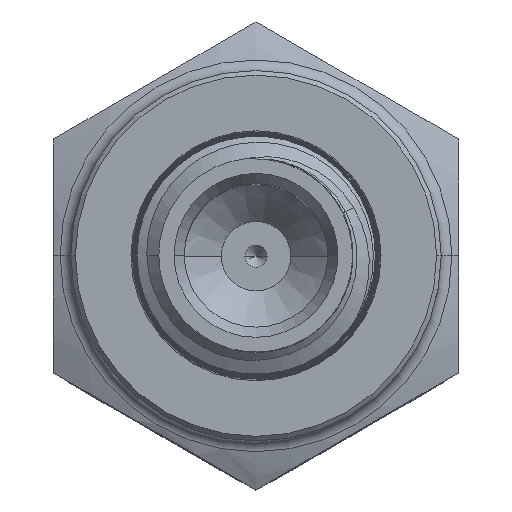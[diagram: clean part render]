
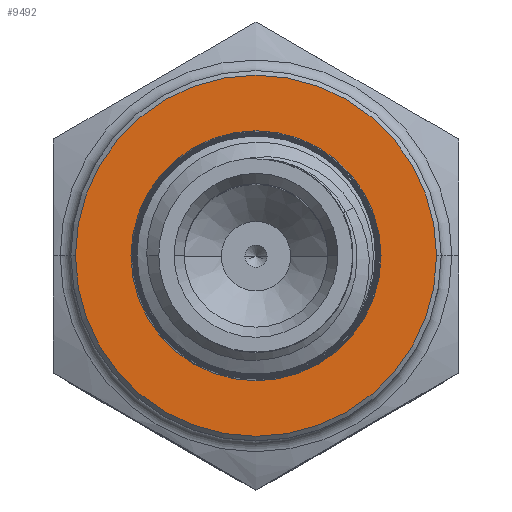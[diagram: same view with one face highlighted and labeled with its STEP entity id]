
A CAD part, top view. The second image highlights one B-rep face of the part: STEP entity #9492.
In plain terms, the highlighted planar face has unit normal (0, 0, 1).
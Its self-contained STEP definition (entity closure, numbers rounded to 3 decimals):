
#3906=CARTESIAN_POINT('',(0.,12.822,0.));
#3907=DIRECTION('',(0.,0.,-1.));
#3908=DIRECTION('',(1.,0.,0.));
#3909=AXIS2_PLACEMENT_3D('',#3906,#3907,#3908);
#3911=CARTESIAN_POINT('',(0.,12.822,0.));
#3912=DIRECTION('',(0.,0.,-1.));
#3913=DIRECTION('',(0.,-1.,0.));
#3914=AXIS2_PLACEMENT_3D('',#3911,#3912,#3913);
#3916=CARTESIAN_POINT('',(0.,12.822,0.));
#3917=DIRECTION('',(0.,0.,-1.));
#3918=DIRECTION('',(-1.,0.,0.));
#3919=AXIS2_PLACEMENT_3D('',#3916,#3917,#3918);
#3921=CARTESIAN_POINT('',(0.,12.822,0.));
#3922=DIRECTION('',(0.,0.,-1.));
#3923=DIRECTION('',(0.,1.,0.));
#3924=AXIS2_PLACEMENT_3D('',#3921,#3922,#3923);
#3926=CARTESIAN_POINT('',(0.,12.822,0.));
#3927=DIRECTION('',(0.,0.,1.));
#3928=DIRECTION('',(1.,0.,0.));
#3929=AXIS2_PLACEMENT_3D('',#3926,#3927,#3928);
#3931=CARTESIAN_POINT('',(0.,12.822,0.));
#3932=DIRECTION('',(0.,0.,1.));
#3933=DIRECTION('',(-1.,0.,0.));
#3934=AXIS2_PLACEMENT_3D('',#3931,#3932,#3933);
#5906=CARTESIAN_POINT('',(-9.906,12.822,0.));
#5907=VERTEX_POINT('',#5906);
#5908=CARTESIAN_POINT('',(9.906,12.822,0.));
#5909=CARTESIAN_POINT('',(0.,2.916,0.));
#5910=VERTEX_POINT('',#5908);
#5911=VERTEX_POINT('',#5909);
#5912=CARTESIAN_POINT('',(0.,22.728,0.));
#5913=VERTEX_POINT('',#5912);
#5914=CARTESIAN_POINT('',(6.858,12.822,0.));
#5915=CARTESIAN_POINT('',(-6.858,12.822,0.));
#5916=VERTEX_POINT('',#5914);
#5917=VERTEX_POINT('',#5915);
#9475=CARTESIAN_POINT('',(0.,12.822,0.));
#9476=DIRECTION('',(0.,0.,1.));
#9477=DIRECTION('',(-1.,0.,0.));
#9478=AXIS2_PLACEMENT_3D('',#9475,#9476,#9477);
#9479=PLANE('',#9478);
#9480=ORIENTED_EDGE('',*,*,#9469,.T.);
#9481=ORIENTED_EDGE('',*,*,#9467,.T.);
#9482=ORIENTED_EDGE('',*,*,#9452,.T.);
#9483=ORIENTED_EDGE('',*,*,#9450,.T.);
#9484=EDGE_LOOP('',(#9480,#9481,#9482,#9483));
#9485=FACE_OUTER_BOUND('',#9484,.F.);
#9487=ORIENTED_EDGE('',*,*,#9486,.T.);
#9489=ORIENTED_EDGE('',*,*,#9488,.T.);
#9490=EDGE_LOOP('',(#9487,#9489));
#9491=FACE_BOUND('',#9490,.F.);
#9492=ADVANCED_FACE('',(#9485,#9491),#9479,.T.);
#3910=CIRCLE('',#3909,9.906);
#3915=CIRCLE('',#3914,9.906);
#3920=CIRCLE('',#3919,9.906);
#3925=CIRCLE('',#3924,9.906);
#3930=CIRCLE('',#3929,6.858);
#3935=CIRCLE('',#3934,6.858);
#9450=EDGE_CURVE('',#5913,#5910,#3925,.T.);
#9452=EDGE_CURVE('',#5907,#5913,#3920,.T.);
#9467=EDGE_CURVE('',#5911,#5907,#3915,.T.);
#9469=EDGE_CURVE('',#5910,#5911,#3910,.T.);
#9486=EDGE_CURVE('',#5916,#5917,#3930,.T.);
#9488=EDGE_CURVE('',#5917,#5916,#3935,.T.);
